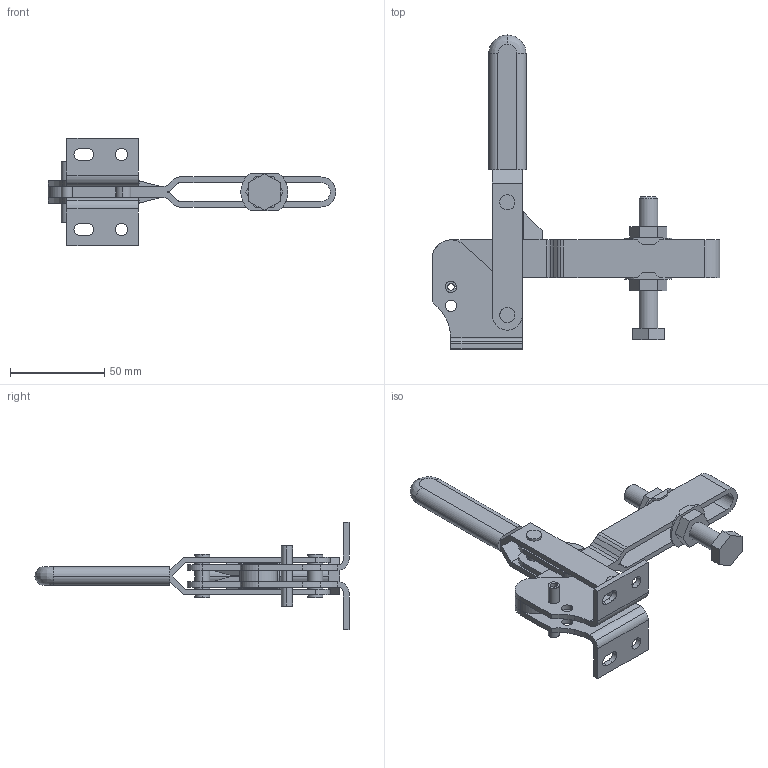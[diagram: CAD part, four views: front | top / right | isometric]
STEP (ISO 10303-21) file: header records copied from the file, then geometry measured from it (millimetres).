
FILE_DESCRIPTION((''),'2;1');
FILE_NAME('MG2UB.stp','2006-07-11T16:00:40',('Matthew'),(''),'Autodesk Inventor 8','Autodesk Inventor 8','');
FILE_SCHEMA(('AUTOMOTIVE_DESIGN { 1 0 10303 214 1 1 1 1 }'));
Length unit declared in the file: millimetre
Products named in the file (7): MG2UB; MG2UB1; MG2UB2; MG2UB3; MG2UB4; MG2UB5; MG2UB6
Assembly tree (6 placements, depth 2):
  MG2UB
    MG2UB1
    MG2UB2
    MG2UB3
    MG2UB4
    MG2UB5
    MG2UB6
Bounding box: 153 x 167 x 57 mm (x, y, z)
Volume: 71958.9 mm3; surface area: 46762.6 mm2
Topology: 9 solids, 9 shells, 254 faces, 670 edges, 440 vertices
Faces by surface type: plane 89, cylinder 85, bspline 78, cone 2
Entity records: 8835 total; most frequent: CARTESIAN_POINT 2311, ORIENTED_EDGE 1340, DIRECTION 1307, EDGE_CURVE 670, AXIS2_PLACEMENT_3D 448, VERTEX_POINT 440, VECTOR 411, LINE 411
